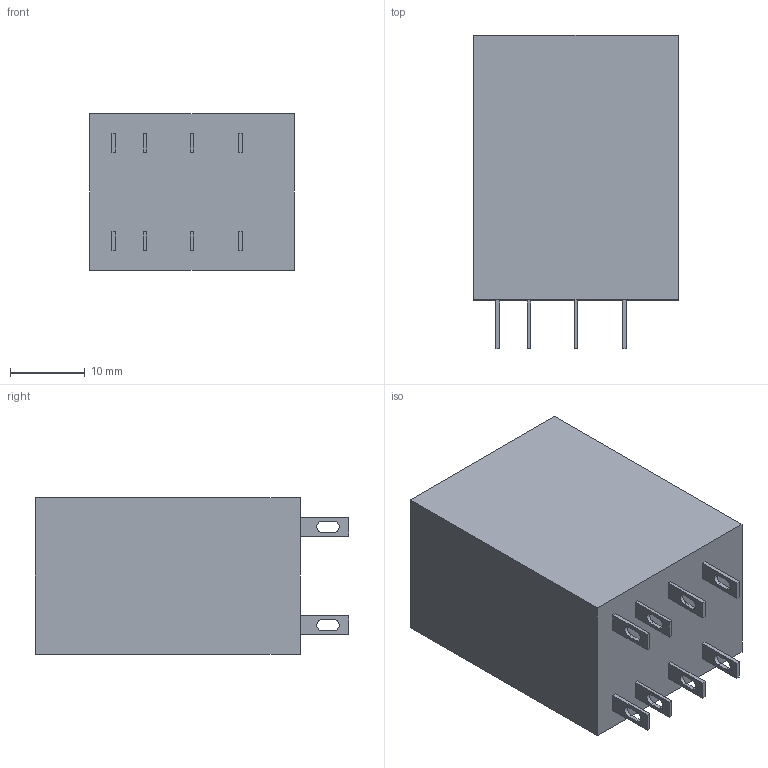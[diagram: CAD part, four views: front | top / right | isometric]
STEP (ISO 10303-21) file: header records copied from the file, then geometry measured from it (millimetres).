
FILE_DESCRIPTION (( 'STEP AP203' ), '1' );
FILE_NAME ('20.STEP', '2022-04-27T05:31:07', ( '' ), ( '' ), 'SwSTEP 2.0', 'SolidWorks 2017', '' );
FILE_SCHEMA (( 'CONFIG_CONTROL_DESIGN' ));
Length unit declared in the file: millimetre
Products named in the file (1): 20
Bounding box: 27.5 x 42 x 21 mm (x, y, z)
Volume: 20550.2 mm3; surface area: 4877.1 mm2
Topology: 1 solids, 1 shells, 78 faces, 204 edges, 136 vertices
Faces by surface type: plane 62, cylinder 16
Entity records: 2489 total; most frequent: CARTESIAN_POINT 419, ORIENTED_EDGE 408, DIRECTION 394, EDGE_CURVE 204, LINE 172, VECTOR 172, VERTEX_POINT 136, AXIS2_PLACEMENT_3D 111
